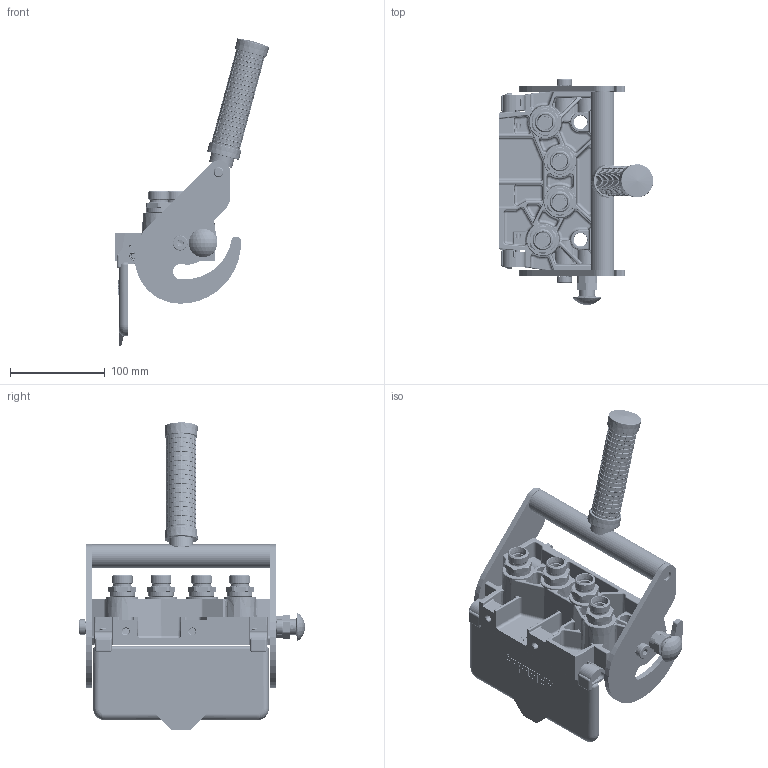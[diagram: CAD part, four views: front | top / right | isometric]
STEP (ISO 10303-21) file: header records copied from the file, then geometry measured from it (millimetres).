
FILE_DESCRIPTION (( 'STEP AP214' ), '1' );
FILE_NAME ('FASTER_DB.step', '2024-11-25T12:32:29', ( '' ), ( '' ), 'SwSTEP 2.0', 'SolidWorks 2017', '' );
FILE_SCHEMA (( 'AUTOMOTIVE_DESIGN' ));
Length unit declared in the file: millimetre
Products named in the file (29): 2ffnb38-2_22_f; 4830_013_3000_020; et007; A_2ffnb38-2_22_f; 4830_001_0005_301; et012; 4830_022_0000_011; CURS_MOLLA_38; ET007-ET012; 4830_025_1000_000; FASTER_DB; 4132_014_0000_000; 4830_024_0010_000; 4850_024_0000_012; 4830_024_0005_011; 4830_025_0000_001; 4830_024_0005_010; 4830_070_0000_001; 4830_001_0005_300; 4830_001_0004_000; 4830_025_2000_000; 4830_024_0005_020; 4832_020_0003_001; 0048_317_1000_000; 4830_027_0000_001; 4830_001_0001_004; 4132_072_0000_300; PS06_F_BASE
Assembly tree (34 placements, depth 4):
  FASTER_DB
    PS06_F_BASE
      4832_020_0003_001
      4830_013_3000_020  x2
      4830_001_0001_004
      0048_317_1000_000  x2
      4830_001_0004_000  x2
      4830_001_0005_300
      4830_001_0005_301
    A_2ffnb38-2_22_f  x4
      CURS_MOLLA_38
        4132_072_0000_300
        4132_014_0000_000
      2ffnb38-2_22_f
        2ffnb38-2_22_f
    4830_024_0010_000
      4830_024_0005_020
      4830_027_0000_001
      4830_024_0005_010
      4830_024_0005_011
      4830_025_0000_001
      4830_025_2000_000
      4830_025_1000_000
      4830_022_0000_011
      4830_070_0000_001
      4850_024_0000_012
    ET007-ET012
      et012
      et007
Bounding box: 162.8 x 238.28 x 323.9 mm (x, y, z)
Volume: 299606.4 mm3; surface area: 352010.2 mm2
Topology: 26 solids, 75 shells, 6998 faces, 18429 edges, 11767 vertices
Faces by surface type: plane 3706, cylinder 1934, torus 469, bspline 416, cone 378, sphere 95
Entity records: 272215 total; most frequent: CARTESIAN_POINT 115914, ORIENTED_EDGE 34184, DIRECTION 28288, EDGE_CURVE 17138, VECTOR 11604, LINE 11604, VERTEX_POINT 11014, AXIS2_PLACEMENT_3D 8342
